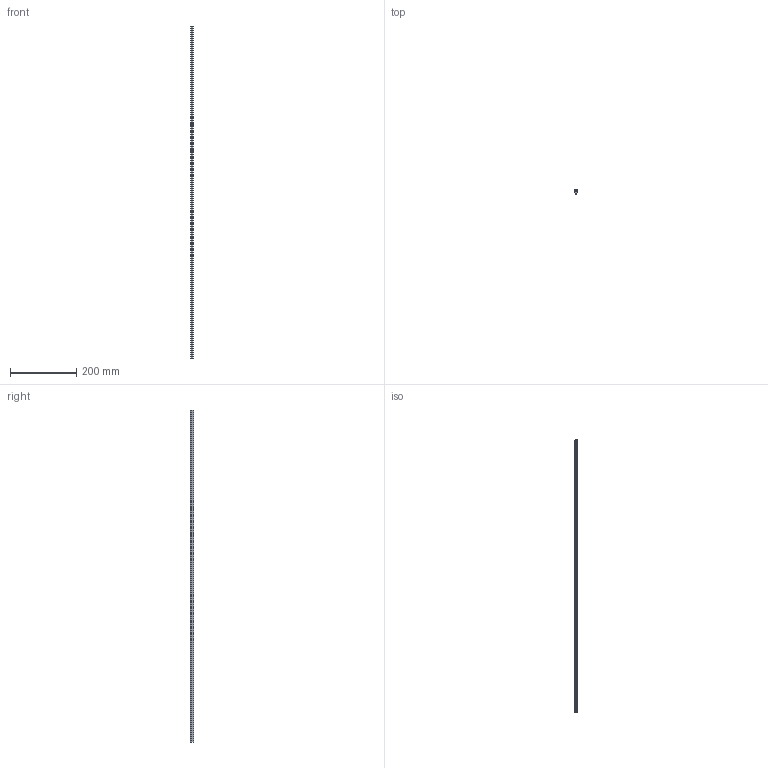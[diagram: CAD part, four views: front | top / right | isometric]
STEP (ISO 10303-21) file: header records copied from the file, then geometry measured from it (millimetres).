
FILE_DESCRIPTION(/* description */ ('KriTec Wellenklemmprofil 5 D 6'),/* implementation_level */ '2;1');
FILE_NAME(/* name */ '13110_KriTec_Wellenklemmprofil_5_D_6.stp',/* time_stamp */ '2020-02-14T09:31:25+01:00',/* author */ ('jendrek'),/* organization */ (''),/* preprocessor_version */ 'ST-DEVELOPER v17',/* originating_system */ 'Autodesk Inventor 2018',/* authorisation */ '');
FILE_SCHEMA (('AUTOMOTIVE_DESIGN { 1 0 10303 214 3 1 1 }'));
Length unit declared in the file: millimetre
Products named in the file (1): 13110 -1000
Bounding box: 9 x 11 x 1000 mm (x, y, z)
Volume: 31607.8 mm3; surface area: 59216.5 mm2
Topology: 1 solids, 1 shells, 50 faces, 144 edges, 96 vertices
Faces by surface type: cylinder 26, plane 24
Entity records: 1699 total; most frequent: DIRECTION 298, CARTESIAN_POINT 291, ORIENTED_EDGE 288, EDGE_CURVE 144, AXIS2_PLACEMENT_3D 103, VERTEX_POINT 96, LINE 92, VECTOR 92
